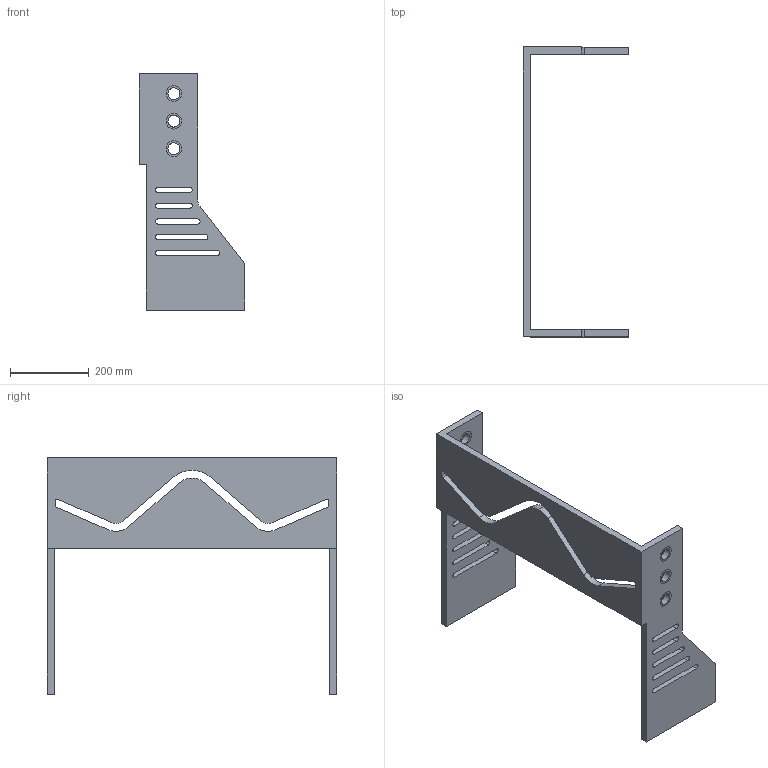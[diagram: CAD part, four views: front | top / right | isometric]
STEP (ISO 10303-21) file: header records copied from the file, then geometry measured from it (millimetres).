
FILE_DESCRIPTION (( 'STEP AP203' ), '1' );
FILE_NAME ('Head_Support_Default_sldprt.STEP', '2019-11-05T21:24:37', ( '' ), ( '' ), 'SwSTEP 2.0', 'SolidWorks 2017', '' );
FILE_SCHEMA (( 'CONFIG_CONTROL_DESIGN' ));
Length unit declared in the file: millimetre
Products named in the file (1): Head_Support_Default_sldprt
Bounding box: 268 x 736 x 600 mm (x, y, z)
Volume: 6050639.9 mm3; surface area: 834943.6 mm2
Topology: 1 solids, 1 shells, 178 faces, 454 edges, 302 vertices
Faces by surface type: cylinder 106, plane 72
Entity records: 5619 total; most frequent: DIRECTION 1024, CARTESIAN_POINT 935, ORIENTED_EDGE 908, EDGE_CURVE 454, AXIS2_PLACEMENT_3D 391, VERTEX_POINT 302, VECTOR 242, LINE 242
